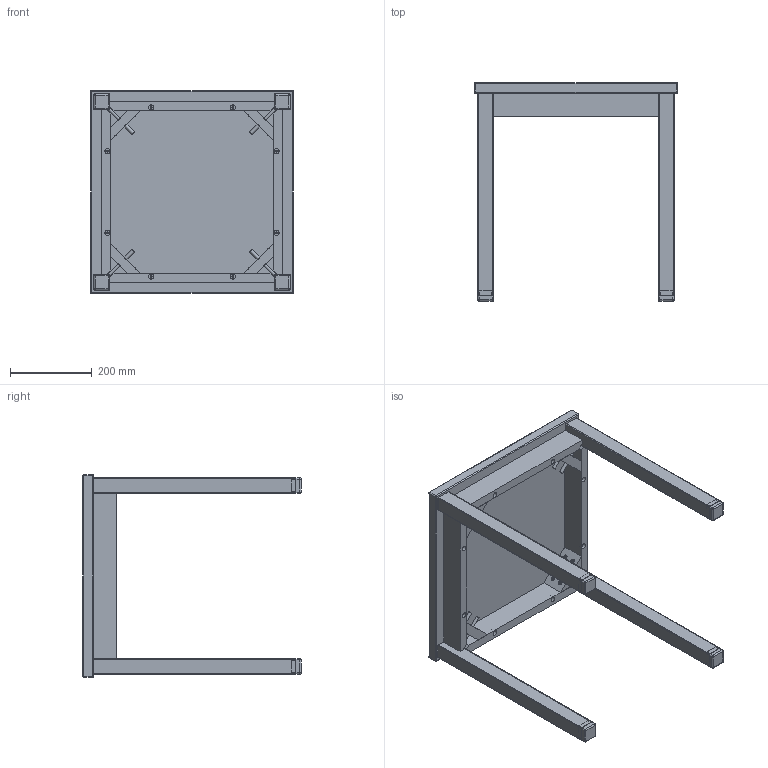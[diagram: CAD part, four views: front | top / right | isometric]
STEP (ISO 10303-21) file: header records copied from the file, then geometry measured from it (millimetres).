
FILE_DESCRIPTION(/* description */ (''),/* implementation_level */ '2;1');
FILE_NAME(/* name */ 'KOT2020.stp',/* time_stamp */ '2015-04-08T06:55:59-04:00',/* author */ ('jbosley'),/* organization */ (''),/* preprocessor_version */ 'ST-DEVELOPER v15.6',/* originating_system */ 'Autodesk Inventor 2015',/* authorisation */ '');
FILE_SCHEMA (('AUTOMOTIVE_DESIGN { 1 0 10303 214 3 1 1 }'));
Length unit declared in the file: inch
Products named in the file (8): TOP B 1 042L; GRT-01; CB 0T7; 8X1 QUAD DT; KOT2020 FRM; KOT 19.5 BRZ; ECM10 TFP; KOT2020 STP
Bounding box: 495.3 x 533.4 x 495.3 mm (x, y, z)
Volume: 9402502.8 mm3; surface area: 1502382.7 mm2
Topology: 33 solids, 33 shells, 746 faces, 1752 edges, 1096 vertices
Faces by surface type: plane 438, cylinder 220, cone 48, sphere 24, torus 16
Full cylindrical faces by diameter (mm): 4.166 x16, 4.762 x24, 7.938 x8, 8.179 x16, 9.525 x16, 11.112 x8, 12.7 x8, 22.225 x8
Entity records: 4522 total; most frequent: DIRECTION 812, CARTESIAN_POINT 778, ORIENTED_EDGE 628, AXIS2_PLACEMENT_3D 320, EDGE_CURVE 314, VERTEX_POINT 202, EDGE_LOOP 198, LINE 172
